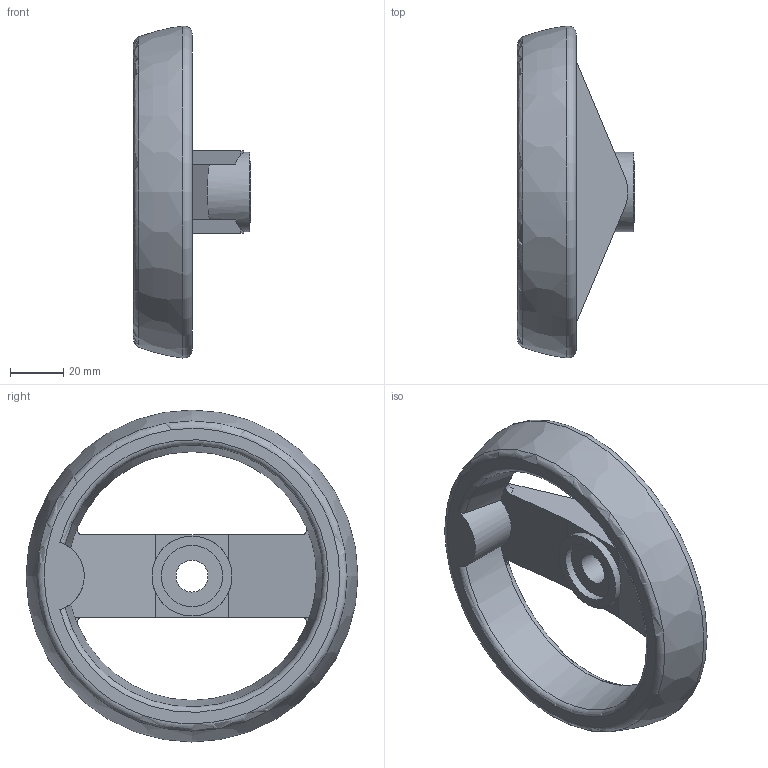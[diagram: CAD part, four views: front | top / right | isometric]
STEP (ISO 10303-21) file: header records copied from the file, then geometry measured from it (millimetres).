
FILE_DESCRIPTION(/* description */ (''),/* implementation_level */ '2;1');
FILE_NAME(/* name */ 'NTW125.dxf',/* time_stamp */ '2012-11-23T16:22:42+08:00',/* author */ (''),/* organization */ (''),/* preprocessor_version */ 'ST-DEVELOPER v9',/* originating_system */ 'UGS - NX 4.0',/* authorisation */ '');
FILE_SCHEMA (('CONFIG_CONTROL_DESIGN'));
Length unit declared in the file: millimetre
Products named in the file (1): Admi798Cxlxn
Bounding box: 44 x 124.73 x 124.76 mm (x, y, z)
Volume: 126224.7 mm3; surface area: 32943.5 mm2
Topology: 1 solids, 1 shells, 45 faces, 124 edges, 81 vertices
Faces by surface type: plane 24, cylinder 8, bspline 7, torus 5, cone 1
Full cylindrical faces by diameter (mm): 12 x1, 23 x2, 30 x2
Entity records: 1766 total; most frequent: CARTESIAN_POINT 636, ORIENTED_EDGE 226, DIRECTION 190, EDGE_CURVE 113, VERTEX_POINT 78, AXIS2_PLACEMENT_3D 73, EDGE_LOOP 59, ADVANCED_FACE 45
